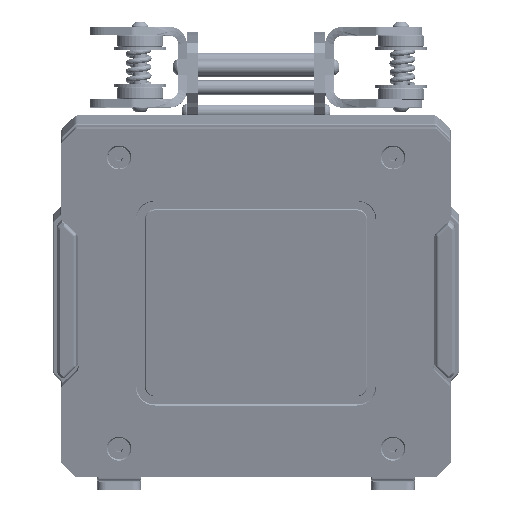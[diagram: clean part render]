
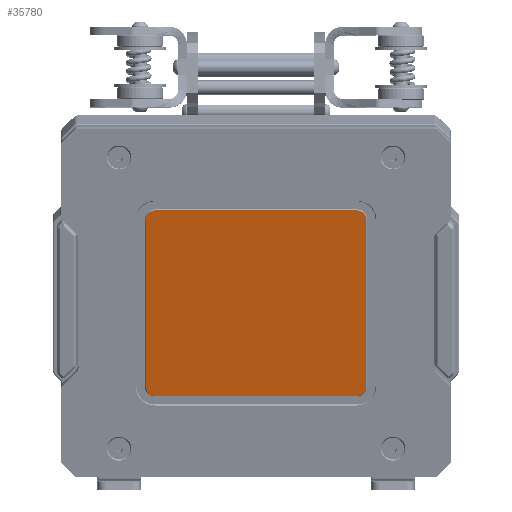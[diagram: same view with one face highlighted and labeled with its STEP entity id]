
A CAD part, top view. The second image highlights one B-rep face of the part: STEP entity #35780.
In plain terms, the highlighted face is planar.
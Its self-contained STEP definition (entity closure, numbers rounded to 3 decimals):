
#2536=PLANE('',#39326);
#4233=FACE_OUTER_BOUND('',#6524,.T.);
#6524=EDGE_LOOP('',(#30544,#30545,#30546,#30547,#30548,#30549,#30550,#30551));
#9194=LINE('',#64880,#12016);
#9197=LINE('',#64888,#12019);
#9200=LINE('',#64896,#12022);
#9203=LINE('',#64903,#12025);
#12016=VECTOR('',#47848,1000.);
#12019=VECTOR('',#47857,1000.);
#12022=VECTOR('',#47866,1000.);
#12025=VECTOR('',#47875,1000.);
#14230=CIRCLE('',#39315,3.25);
#14231=CIRCLE('',#39318,3.25);
#14232=CIRCLE('',#39321,3.25);
#14233=CIRCLE('',#39324,3.25);
#17121=VERTEX_POINT('',#64873);
#17122=VERTEX_POINT('',#64874);
#17123=VERTEX_POINT('',#64879);
#17124=VERTEX_POINT('',#64883);
#17125=VERTEX_POINT('',#64887);
#17126=VERTEX_POINT('',#64891);
#17127=VERTEX_POINT('',#64895);
#17128=VERTEX_POINT('',#64899);
#21744=EDGE_CURVE('',#17121,#17122,#14230,.T.);
#21747=EDGE_CURVE('',#17122,#17123,#9194,.T.);
#21749=EDGE_CURVE('',#17123,#17124,#14231,.T.);
#21751=EDGE_CURVE('',#17124,#17125,#9197,.T.);
#21753=EDGE_CURVE('',#17125,#17126,#14232,.T.);
#21755=EDGE_CURVE('',#17126,#17127,#9200,.T.);
#21757=EDGE_CURVE('',#17127,#17128,#14233,.T.);
#21759=EDGE_CURVE('',#17128,#17121,#9203,.T.);
#30544=ORIENTED_EDGE('',*,*,#21747,.F.);
#30545=ORIENTED_EDGE('',*,*,#21744,.F.);
#30546=ORIENTED_EDGE('',*,*,#21759,.F.);
#30547=ORIENTED_EDGE('',*,*,#21757,.F.);
#30548=ORIENTED_EDGE('',*,*,#21755,.F.);
#30549=ORIENTED_EDGE('',*,*,#21753,.F.);
#30550=ORIENTED_EDGE('',*,*,#21751,.F.);
#30551=ORIENTED_EDGE('',*,*,#21749,.F.);
#35780=ADVANCED_FACE('',(#4233),#2536,.F.);
#39315=AXIS2_PLACEMENT_3D('',#64875,#47842,#47843);
#39318=AXIS2_PLACEMENT_3D('',#64884,#47852,#47853);
#39321=AXIS2_PLACEMENT_3D('',#64892,#47861,#47862);
#39324=AXIS2_PLACEMENT_3D('',#64900,#47870,#47871);
#39326=AXIS2_PLACEMENT_3D('',#64904,#47876,#47877);
#47842=DIRECTION('center_axis',(-1.,0.,0.));
#47843=DIRECTION('ref_axis',(0.,0.,1.));
#47848=DIRECTION('',(0.,-1.,0.));
#47852=DIRECTION('center_axis',(-1.,0.,0.));
#47853=DIRECTION('ref_axis',(0.,0.,1.));
#47857=DIRECTION('',(0.,0.,1.));
#47861=DIRECTION('center_axis',(-1.,0.,0.));
#47862=DIRECTION('ref_axis',(0.,0.,1.));
#47866=DIRECTION('',(0.,1.,0.));
#47870=DIRECTION('center_axis',(-1.,0.,0.));
#47871=DIRECTION('ref_axis',(0.,0.,1.));
#47875=DIRECTION('',(0.,0.,-1.));
#47876=DIRECTION('center_axis',(-1.,0.,0.));
#47877=DIRECTION('ref_axis',(0.,0.,1.));
#64873=CARTESIAN_POINT('',(-7.907,97.146,-80.004));
#64874=CARTESIAN_POINT('',(-7.907,93.896,-83.254));
#64875=CARTESIAN_POINT('Origin',(-7.907,93.896,-80.004));
#64879=CARTESIAN_POINT('',(-7.907,33.896,-83.254));
#64880=CARTESIAN_POINT('',(-7.907,63.896,-83.254));
#64883=CARTESIAN_POINT('',(-7.907,30.646,-80.004));
#64884=CARTESIAN_POINT('Origin',(-7.907,33.896,-80.004));
#64887=CARTESIAN_POINT('',(-7.907,30.646,-10.004));
#64888=CARTESIAN_POINT('',(-7.907,30.646,-45.004));
#64891=CARTESIAN_POINT('',(-7.907,33.896,-6.754));
#64892=CARTESIAN_POINT('Origin',(-7.907,33.896,-10.004));
#64895=CARTESIAN_POINT('',(-7.907,93.896,-6.754));
#64896=CARTESIAN_POINT('',(-7.907,63.896,-6.754));
#64899=CARTESIAN_POINT('',(-7.907,97.146,-10.004));
#64900=CARTESIAN_POINT('Origin',(-7.907,93.896,-10.004));
#64903=CARTESIAN_POINT('',(-7.907,97.146,-45.004));
#64904=CARTESIAN_POINT('Origin',(-7.907,63.896,-45.004));
